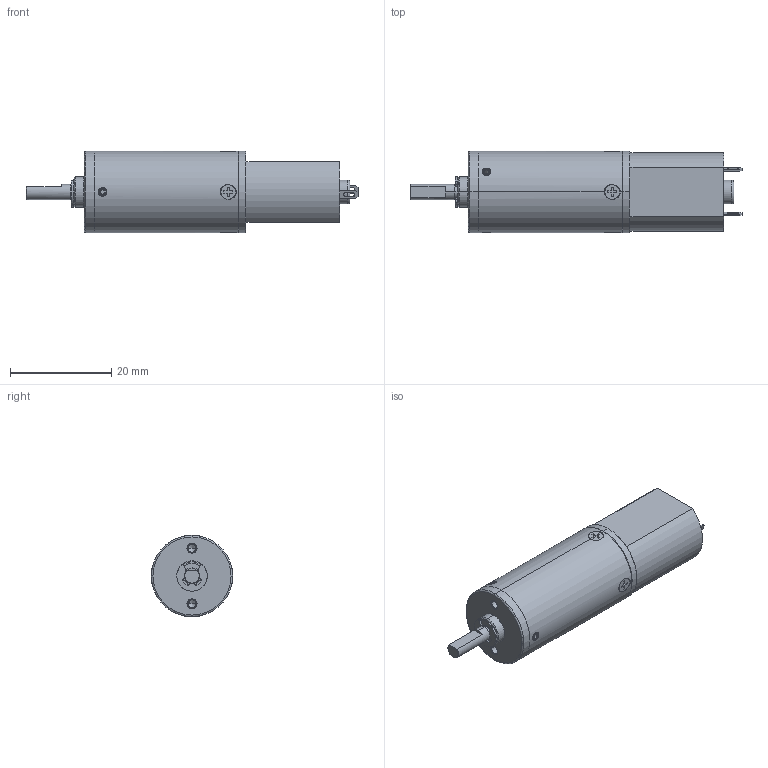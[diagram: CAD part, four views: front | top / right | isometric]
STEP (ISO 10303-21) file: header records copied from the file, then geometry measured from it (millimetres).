
FILE_DESCRIPTION((''),'2;1');
FILE_NAME('DM-16PM030-20240706_ASM','2024-07-12T',('86157'),(''),'PRO/ENGINEER BY PARAMETRIC TECHNOLOGY CORPORATION, 2010280','PRO/ENGINEER BY PARAMETRIC TECHNOLOGY CORPORATION, 2010280','');
FILE_SCHEMA(('CONFIG_CONTROL_DESIGN'));
Length unit declared in the file: millimetre
Products named in the file (21): FEN-16RP-005-_3; FEN-16RP-003_4; 16RP-4B-001-FEI_ASM_3_ASM_ASM; FEN-16RP-008_1; 16RP-001_1; 16RP-4B-002_ASM_2_ASM_ASM; 16RP-4B-003_ASM_1_ASM_ASM; DM022P360001-WSH-22RP-001_1; FEN-16RP-009_2; DM016P530001_1; DM016P360001_1; DM016P380001_1; Z15_1; 16RP-004_2; M2X4P5_2; M1-6_1; MOTOR-030_4; FEN-16RRP-0001-4B_ASM_5_ASM_ASM; 16RP-4B-000-FEI_ASM_12_ASM_ASM; 16RP-4B-000-FEI_ASM_ASM_ASM; DM-16PM030-20240706_ASM
Assembly tree (26 placements, depth 6):
  DM-16PM030-20240706_ASM
    16RP-4B-000-FEI_ASM_ASM_ASM
      16RP-4B-000-FEI_ASM_12_ASM_ASM
        16RP-4B-001-FEI_ASM_3_ASM_ASM
          FEN-16RP-005-_3
          FEN-16RP-003_4
        16RP-4B-003_ASM_1_ASM_ASM
          16RP-4B-002_ASM_2_ASM_ASM
            FEN-16RP-008_1
            16RP-001_1
        DM022P360001-WSH-22RP-001_1
        FEN-16RP-009_2
        DM016P530001_1
        DM016P360001_1
        DM016P380001_1  x3
        FEN-16RRP-0001-4B_ASM_5_ASM_ASM
          Z15_1
          16RP-004_2
          M2X4P5_2  x2
          M1-6_1  x4
          MOTOR-030_4
Bounding box: 65.5 x 16 x 16 mm (x, y, z)
Volume: 6787.3 mm3; surface area: 8197 mm2
Topology: 20 solids, 26 shells, 1228 faces, 3425 edges, 2261 vertices
Faces by surface type: cylinder 486, plane 457, extrusion 120, cone 107, bspline 40, torus 18
Entity records: 41352 total; most frequent: CARTESIAN_POINT 13495, ORIENTED_EDGE 5818, DIRECTION 5792, EDGE_CURVE 2925, AXIS2_PLACEMENT_3D 2192, VERTEX_POINT 1928, VECTOR 1408, LINE 1288
